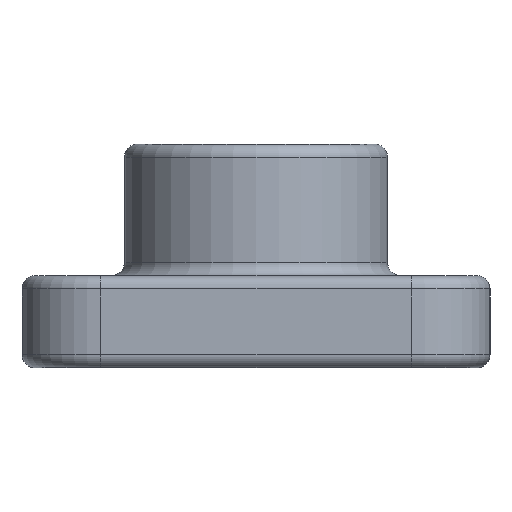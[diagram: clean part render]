
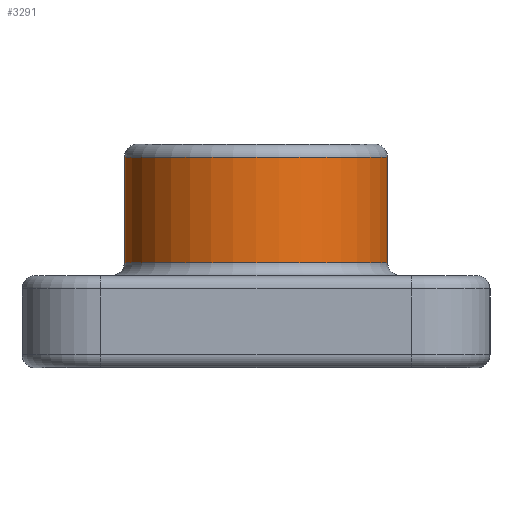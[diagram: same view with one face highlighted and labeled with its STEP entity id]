
A CAD part, left-side view. The second image highlights one B-rep face of the part: STEP entity #3291.
In plain terms, the highlighted cylindrical face has radius 5 mm (diameter 10 mm), a full revolution.
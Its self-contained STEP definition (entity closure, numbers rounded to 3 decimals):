
#61=CYLINDRICAL_SURFACE('',#3580,5.);
#384=FACE_OUTER_BOUND('',#591,.T.);
#591=EDGE_LOOP('',(#2959,#2960,#2961,#2962,#2963));
#954=LINE('',#5439,#1299);
#1299=VECTOR('',#4460,5.);
#1404=CIRCLE('',#3576,5.);
#1407=CIRCLE('',#3579,5.);
#1408=CIRCLE('',#3581,5.);
#1707=VERTEX_POINT('',#5429);
#1708=VERTEX_POINT('',#5430);
#1710=VERTEX_POINT('',#5437);
#2143=EDGE_CURVE('',#1707,#1708,#1404,.T.);
#2146=EDGE_CURVE('',#1708,#1707,#1407,.T.);
#2147=EDGE_CURVE('',#1710,#1710,#1408,.T.);
#2148=EDGE_CURVE('',#1710,#1707,#954,.T.);
#2959=ORIENTED_EDGE('',*,*,#2147,.F.);
#2960=ORIENTED_EDGE('',*,*,#2148,.T.);
#2961=ORIENTED_EDGE('',*,*,#2146,.F.);
#2962=ORIENTED_EDGE('',*,*,#2143,.F.);
#2963=ORIENTED_EDGE('',*,*,#2148,.F.);
#3291=ADVANCED_FACE('',(#384),#61,.T.);
#3576=AXIS2_PLACEMENT_3D('',#5431,#4448,#4449);
#3579=AXIS2_PLACEMENT_3D('',#5435,#4454,#4455);
#3580=AXIS2_PLACEMENT_3D('',#5436,#4456,#4457);
#3581=AXIS2_PLACEMENT_3D('',#5438,#4458,#4459);
#4448=DIRECTION('center_axis',(0.,0.,-1.));
#4449=DIRECTION('ref_axis',(1.,0.,0.));
#4454=DIRECTION('center_axis',(0.,0.,-1.));
#4455=DIRECTION('ref_axis',(1.,0.,0.));
#4456=DIRECTION('center_axis',(0.,0.,1.));
#4457=DIRECTION('ref_axis',(1.,0.,0.));
#4458=DIRECTION('center_axis',(0.,0.,1.));
#4459=DIRECTION('ref_axis',(1.,0.,0.));
#4460=DIRECTION('',(0.,0.,-1.));
#5429=CARTESIAN_POINT('',(-40.,0.,3.5));
#5430=CARTESIAN_POINT('',(-30.,0.,3.5));
#5431=CARTESIAN_POINT('Origin',(-35.,0.,3.5));
#5435=CARTESIAN_POINT('Origin',(-35.,0.,3.5));
#5436=CARTESIAN_POINT('Origin',(-35.,0.,3.));
#5437=CARTESIAN_POINT('',(-40.,0.,7.5));
#5438=CARTESIAN_POINT('Origin',(-35.,0.,7.5));
#5439=CARTESIAN_POINT('',(-40.,0.,3.));
